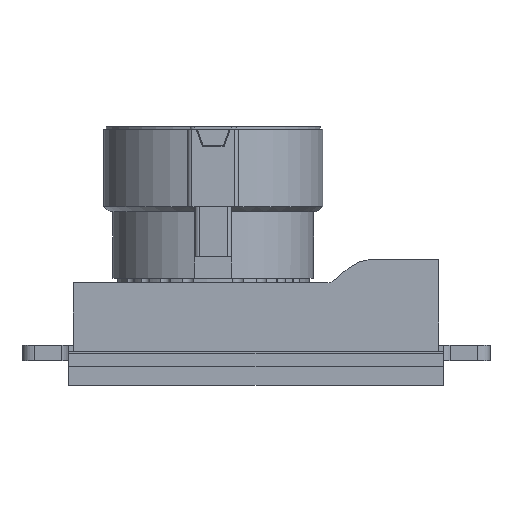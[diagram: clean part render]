
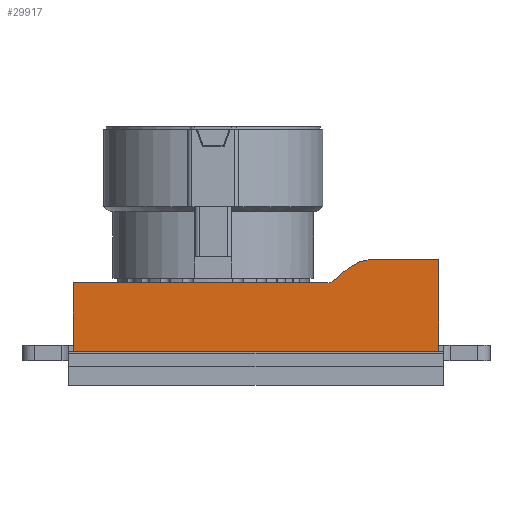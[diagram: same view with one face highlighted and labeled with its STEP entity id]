
A CAD part, front view. The second image highlights one B-rep face of the part: STEP entity #29917.
In plain terms, the highlighted planar face has unit normal (0, -1, 0).
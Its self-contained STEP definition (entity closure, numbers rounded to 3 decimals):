
#29763 = VERTEX_POINT('',#29764);
#29764 = CARTESIAN_POINT('',(-1.798,4.4,-1.5));
#29770 = EDGE_CURVE('',#29771,#29763,#29773,.T.);
#29771 = VERTEX_POINT('',#29772);
#29772 = CARTESIAN_POINT('',(-1.798,4.4,-0.695));
#29773 = LINE('',#29774,#29775);
#29774 = CARTESIAN_POINT('',(-1.798,4.4,-0.695));
#29775 = VECTOR('',#29776,1.);
#29776 = DIRECTION('',(0.,0.,-1.));
#29793 = VERTEX_POINT('',#29794);
#29794 = CARTESIAN_POINT('',(1.197,4.4,-0.695));
#29802 = VERTEX_POINT('',#29803);
#29803 = CARTESIAN_POINT('',(1.261,4.4,
    -0.672));
#29809 = EDGE_CURVE('',#29793,#29802,#29810,.T.);
#29810 = CIRCLE('',#29811,0.1);
#29811 = AXIS2_PLACEMENT_3D('',#29812,#29813,#29814);
#29812 = CARTESIAN_POINT('',(1.197,4.4,-0.595));
#29813 = DIRECTION('',(0.,-1.,0.));
#29814 = DIRECTION('',(0.,0.,-1.));
#29824 = EDGE_CURVE('',#29802,#29825,#29827,.T.);
#29825 = VERTEX_POINT('',#29826);
#29826 = CARTESIAN_POINT('',(1.422,4.4,
    -0.537));
#29827 = LINE('',#29828,#29829);
#29828 = CARTESIAN_POINT('',(1.261,4.4,
    -0.672));
#29829 = VECTOR('',#29830,1.);
#29830 = DIRECTION('',(0.766,0.,0.643));
#29848 = EDGE_CURVE('',#29825,#29849,#29851,.T.);
#29849 = VERTEX_POINT('',#29850);
#29850 = CARTESIAN_POINT('',(1.743,4.4,-0.42));
#29851 = CIRCLE('',#29852,0.5);
#29852 = AXIS2_PLACEMENT_3D('',#29853,#29854,#29855);
#29853 = CARTESIAN_POINT('',(1.743,4.4,-0.92));
#29854 = DIRECTION('',(0.,1.,-0.));
#29855 = DIRECTION('',(-0.643,0.,0.766));
#29873 = EDGE_CURVE('',#29849,#29874,#29876,.T.);
#29874 = VERTEX_POINT('',#29875);
#29875 = CARTESIAN_POINT('',(2.502,4.4,-0.42));
#29876 = LINE('',#29877,#29878);
#29877 = CARTESIAN_POINT('',(1.743,4.4,-0.42));
#29878 = VECTOR('',#29879,1.);
#29879 = DIRECTION('',(1.,0.,0.));
#29897 = EDGE_CURVE('',#29898,#29874,#29900,.T.);
#29898 = VERTEX_POINT('',#29899);
#29899 = CARTESIAN_POINT('',(2.502,4.4,-1.5));
#29900 = LINE('',#29901,#29902);
#29901 = CARTESIAN_POINT('',(2.502,4.4,-1.5));
#29902 = VECTOR('',#29903,1.);
#29903 = DIRECTION('',(0.,0.,1.));
#29917 = ADVANCED_FACE('',(#29918),#29938,.T.);
#29918 = FACE_BOUND('',#29919,.T.);
#29919 = EDGE_LOOP('',(#29920,#29921,#29922,#29923,#29924,#29925,#29931,
    #29932));
#29920 = ORIENTED_EDGE('',*,*,#29897,.T.);
#29921 = ORIENTED_EDGE('',*,*,#29873,.F.);
#29922 = ORIENTED_EDGE('',*,*,#29848,.F.);
#29923 = ORIENTED_EDGE('',*,*,#29824,.F.);
#29924 = ORIENTED_EDGE('',*,*,#29809,.F.);
#29925 = ORIENTED_EDGE('',*,*,#29926,.F.);
#29926 = EDGE_CURVE('',#29771,#29793,#29927,.T.);
#29927 = LINE('',#29928,#29929);
#29928 = CARTESIAN_POINT('',(-1.798,4.4,-0.695));
#29929 = VECTOR('',#29930,1.);
#29930 = DIRECTION('',(1.,0.,0.));
#29931 = ORIENTED_EDGE('',*,*,#29770,.T.);
#29932 = ORIENTED_EDGE('',*,*,#29933,.F.);
#29933 = EDGE_CURVE('',#29898,#29763,#29934,.T.);
#29934 = LINE('',#29935,#29936);
#29935 = CARTESIAN_POINT('',(2.502,4.4,-1.5));
#29936 = VECTOR('',#29937,1.);
#29937 = DIRECTION('',(-1.,0.,0.));
#29938 = PLANE('',#29939);
#29939 = AXIS2_PLACEMENT_3D('',#29940,#29941,#29942);
#29940 = CARTESIAN_POINT('',(-1.798,4.4,-1.35));
#29941 = DIRECTION('',(0.,-1.,0.));
#29942 = DIRECTION('',(1.,0.,0.));
